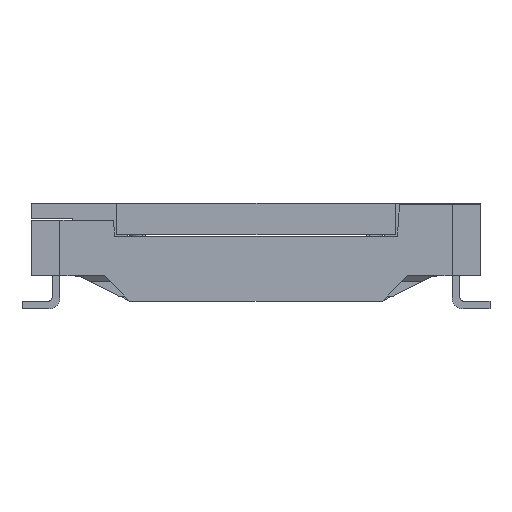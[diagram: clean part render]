
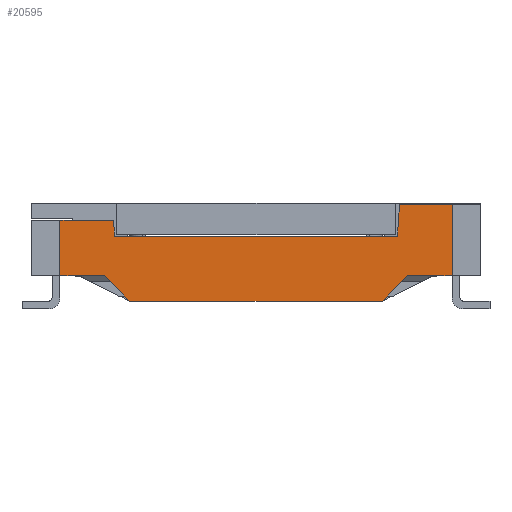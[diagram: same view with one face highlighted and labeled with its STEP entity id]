
A CAD part, left-side view. The second image highlights one B-rep face of the part: STEP entity #20595.
In plain terms, the highlighted planar face has unit normal (-1, 0, 0).
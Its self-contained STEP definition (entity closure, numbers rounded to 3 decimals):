
#3089=ORIENTED_EDGE('',*,*,#6581,.T.);
#3090=ORIENTED_EDGE('',*,*,#6582,.T.);
#3091=ORIENTED_EDGE('',*,*,#6583,.T.);
#3092=ORIENTED_EDGE('',*,*,#6584,.T.);
#3093=ORIENTED_EDGE('',*,*,#6585,.T.);
#3094=ORIENTED_EDGE('',*,*,#6586,.T.);
#3095=ORIENTED_EDGE('',*,*,#6587,.T.);
#3096=ORIENTED_EDGE('',*,*,#6588,.T.);
#3097=ORIENTED_EDGE('',*,*,#6589,.T.);
#3098=ORIENTED_EDGE('',*,*,#6590,.T.);
#3099=ORIENTED_EDGE('',*,*,#6591,.T.);
#3100=ORIENTED_EDGE('',*,*,#6592,.T.);
#3101=ORIENTED_EDGE('',*,*,#6593,.T.);
#6581=EDGE_CURVE('',#8476,#8477,#9770,.T.);
#6582=EDGE_CURVE('',#8477,#8478,#9771,.T.);
#6583=EDGE_CURVE('',#8478,#8479,#9772,.T.);
#6584=EDGE_CURVE('',#8479,#8480,#9773,.T.);
#6585=EDGE_CURVE('',#8480,#8481,#9774,.T.);
#6586=EDGE_CURVE('',#8481,#8482,#9775,.T.);
#6587=EDGE_CURVE('',#8482,#8483,#9776,.T.);
#6588=EDGE_CURVE('',#8483,#8484,#9777,.T.);
#6589=EDGE_CURVE('',#8484,#8485,#9778,.T.);
#6590=EDGE_CURVE('',#8485,#8486,#9779,.T.);
#6591=EDGE_CURVE('',#8486,#8487,#9780,.T.);
#6592=EDGE_CURVE('',#8487,#8488,#9781,.T.);
#6593=EDGE_CURVE('',#8488,#8476,#9782,.T.);
#8476=VERTEX_POINT('',#29999);
#8477=VERTEX_POINT('',#30000);
#8478=VERTEX_POINT('',#30002);
#8479=VERTEX_POINT('',#30004);
#8480=VERTEX_POINT('',#30006);
#8481=VERTEX_POINT('',#30008);
#8482=VERTEX_POINT('',#30010);
#8483=VERTEX_POINT('',#30012);
#8484=VERTEX_POINT('',#30014);
#8485=VERTEX_POINT('',#30016);
#8486=VERTEX_POINT('',#30018);
#8487=VERTEX_POINT('',#30020);
#8488=VERTEX_POINT('',#30022);
#9770=LINE('',#29998,#11133);
#9771=LINE('',#30001,#11134);
#9772=LINE('',#30003,#11135);
#9773=LINE('',#30005,#11136);
#9774=LINE('',#30007,#11137);
#9775=LINE('',#30009,#11138);
#9776=LINE('',#30011,#11139);
#9777=LINE('',#30013,#11140);
#9778=LINE('',#30015,#11141);
#9779=LINE('',#30017,#11142);
#9780=LINE('',#30019,#11143);
#9781=LINE('',#30021,#11144);
#9782=LINE('',#30023,#11145);
#11133=VECTOR('',#23599,1000.);
#11134=VECTOR('',#23600,1000.);
#11135=VECTOR('',#23601,1000.);
#11136=VECTOR('',#23602,1000.);
#11137=VECTOR('',#23603,1000.);
#11138=VECTOR('',#23604,1000.);
#11139=VECTOR('',#23605,1000.);
#11140=VECTOR('',#23606,1000.);
#11141=VECTOR('',#23607,1000.);
#11142=VECTOR('',#23608,1000.);
#11143=VECTOR('',#23609,1000.);
#11144=VECTOR('',#23610,1000.);
#11145=VECTOR('',#23611,1000.);
#12408=EDGE_LOOP('',(#3089,#3090,#3091,#3092,#3093,#3094,#3095,#3096,#3097,
#3098,#3099,#3100,#3101));
#13309=FACE_BOUND('',#12408,.T.);
#14057=PLANE('',#21515);
#20595=ADVANCED_FACE('',(#13309),#14057,.F.);
#21515=AXIS2_PLACEMENT_3D('',#29997,#23597,#23598);
#23597=DIRECTION('',(1.,0.,0.));
#23598=DIRECTION('',(0.,0.,-1.));
#23599=DIRECTION('',(0.,1.,0.));
#23600=DIRECTION('',(0.,0.087,-0.996));
#23601=DIRECTION('',(0.,0.052,-0.999));
#23602=DIRECTION('',(0.,1.,0.));
#23603=DIRECTION('',(0.,0.052,0.999));
#23604=DIRECTION('',(0.,1.,0.));
#23605=DIRECTION('',(0.,0.,-1.));
#23606=DIRECTION('',(0.,-1.,0.));
#23607=DIRECTION('',(0.,-0.707,-0.707));
#23608=DIRECTION('',(0.,-1.,0.));
#23609=DIRECTION('',(0.,-0.707,0.707));
#23610=DIRECTION('',(0.,-1.,0.));
#23611=DIRECTION('',(0.,0.,1.));
#29997=CARTESIAN_POINT('',(-7.55,0.,0.));
#29998=CARTESIAN_POINT('',(-7.55,-6.2,3.3));
#29999=CARTESIAN_POINT('',(-7.55,-6.2,3.3));
#30000=CARTESIAN_POINT('',(-7.55,-4.545,3.3));
#30001=CARTESIAN_POINT('',(-7.55,-4.545,3.3));
#30002=CARTESIAN_POINT('',(-7.55,-4.501,2.8));
#30003=CARTESIAN_POINT('',(-7.55,-4.501,2.8));
#30004=CARTESIAN_POINT('',(-7.55,-4.475,2.3));
#30005=CARTESIAN_POINT('',(-7.55,-4.475,2.3));
#30006=CARTESIAN_POINT('',(-7.55,4.475,2.3));
#30007=CARTESIAN_POINT('',(-7.55,4.475,2.3));
#30008=CARTESIAN_POINT('',(-7.55,4.501,2.8));
#30009=CARTESIAN_POINT('',(-7.55,4.501,2.8));
#30010=CARTESIAN_POINT('',(-7.55,6.2,2.8));
#30011=CARTESIAN_POINT('',(-7.55,6.2,1.05));
#30012=CARTESIAN_POINT('',(-7.55,6.2,1.05));
#30013=CARTESIAN_POINT('',(-7.55,6.2,1.05));
#30014=CARTESIAN_POINT('',(-7.55,4.798,1.05));
#30015=CARTESIAN_POINT('',(-7.55,4.798,1.05));
#30016=CARTESIAN_POINT('',(-7.55,3.998,0.25));
#30017=CARTESIAN_POINT('',(-7.55,3.998,0.25));
#30018=CARTESIAN_POINT('',(-7.55,-3.998,0.25));
#30019=CARTESIAN_POINT('',(-7.55,-3.998,0.25));
#30020=CARTESIAN_POINT('',(-7.55,-4.798,1.05));
#30021=CARTESIAN_POINT('',(-7.55,-4.798,1.05));
#30022=CARTESIAN_POINT('',(-7.55,-6.2,1.05));
#30023=CARTESIAN_POINT('',(-7.55,-6.2,1.05));
